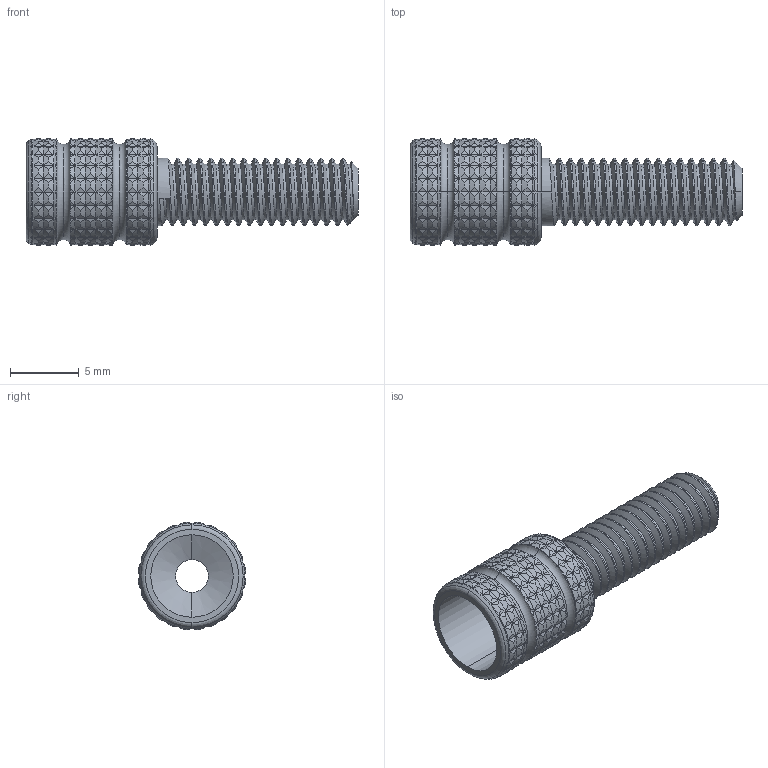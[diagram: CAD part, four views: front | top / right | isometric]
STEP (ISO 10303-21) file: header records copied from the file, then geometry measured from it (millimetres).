
FILE_DESCRIPTION (( 'STEP AP214' ), '1' );
FILE_NAME ('CSX014.STEP', '2025-04-23T17:58:52', ( '' ), ( '' ), 'SwSTEP 2.0', 'SolidWorks 2023', '' );
FILE_SCHEMA (( 'AUTOMOTIVE_DESIGN' ));
Length unit declared in the file: inch
Products named in the file (1): CSX014
Bounding box: 24.13 x 7.8 x 7.8 mm (x, y, z)
Volume: 358.6 mm3; surface area: 903.4 mm2
Topology: 1 solids, 1 shells, 1194 faces, 2350 edges, 1159 vertices
Faces by surface type: plane 628, cone 513, cylinder 38, torus 12, bspline 3
Entity records: 33011 total; most frequent: CARTESIAN_POINT 11584, ORIENTED_EDGE 4700, DIRECTION 3968, EDGE_CURVE 2350, AXIS2_PLACEMENT_3D 1804, B_SPLINE_CURVE_WITH_KNOTS 1304, EDGE_LOOP 1197, FACE_OUTER_BOUND 1194
